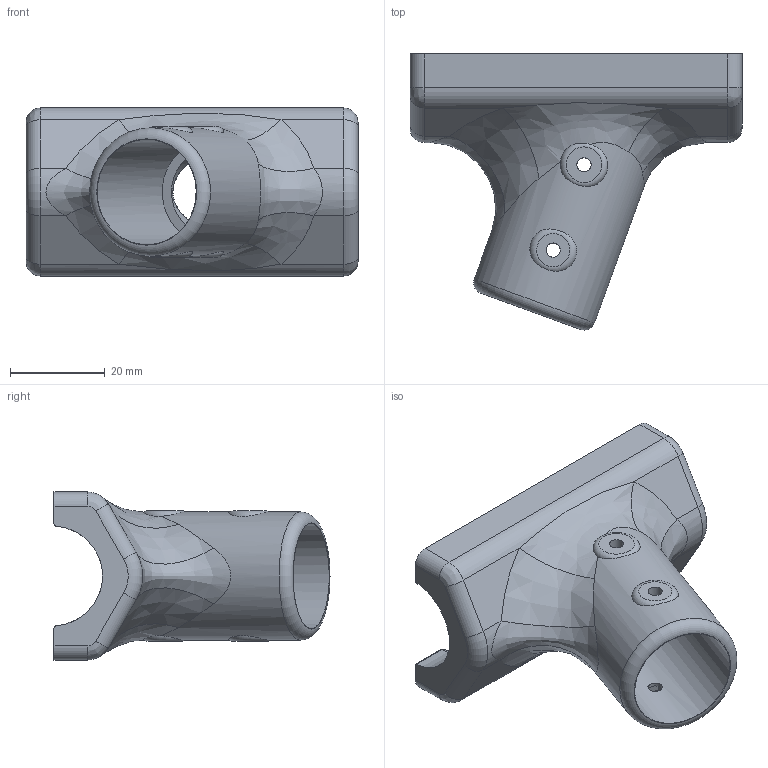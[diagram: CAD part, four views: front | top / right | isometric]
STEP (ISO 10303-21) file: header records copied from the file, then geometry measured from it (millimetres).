
FILE_DESCRIPTION(/* description */ (''),/* implementation_level */ '2;1');
FILE_NAME(/* name */ 'Boom Joint Outer 22-20mm R.stp',/* time_stamp */ '2016-12-04T22:57:53-08:00',/* author */ (''),/* organization */ (''),/* preprocessor_version */ 'ST-DEVELOPER v15.2',/* originating_system */ 'Autodesk Translator Framework v2.0.0.5431',/* authorisation */ '');
FILE_SCHEMA (('AUTOMOTIVE_DESIGN { 1 0 10303 214 3 1 1 }'));
Length unit declared in the file: centimetre
Products named in the file (1): (Unsaved)
Bounding box: 70 x 58.2 x 35.44 mm (x, y, z)
Volume: 28323.2 mm3; surface area: 15514.7 mm2
Topology: 1 solids, 1 shells, 121 faces, 292 edges, 185 vertices
Faces by surface type: cylinder 47, plane 42, bspline 21, torus 11
Full cylindrical faces by diameter (mm): 3 x4, 4 x8, 18 x1, 22.2 x1, 27 x1
Entity records: 4428 total; most frequent: CARTESIAN_POINT 1829, DIRECTION 516, ORIENTED_EDGE 510, EDGE_CURVE 255, AXIS2_PLACEMENT_3D 208, VERTEX_POINT 170, EDGE_LOOP 163, ADVANCED_FACE 120
